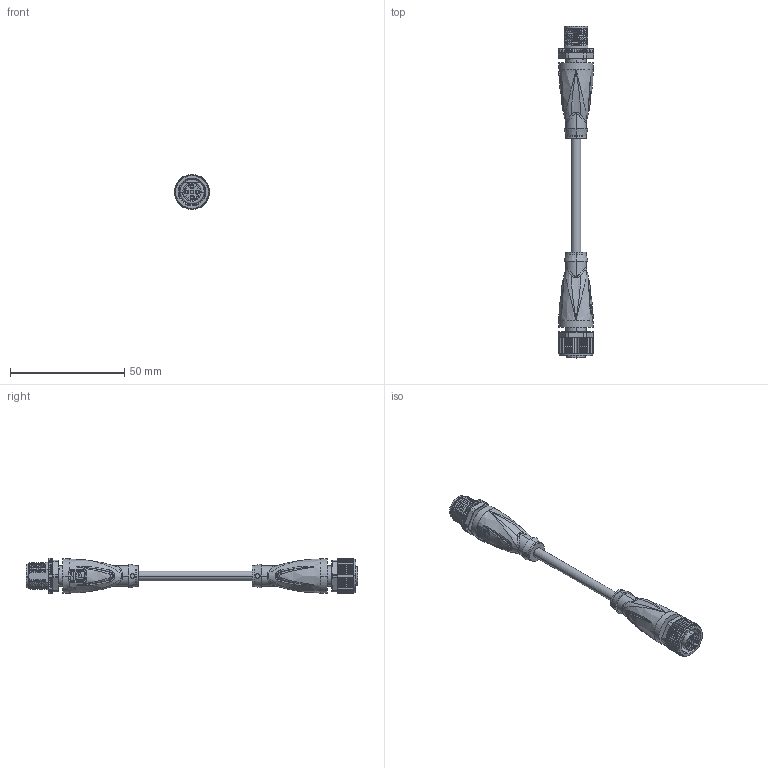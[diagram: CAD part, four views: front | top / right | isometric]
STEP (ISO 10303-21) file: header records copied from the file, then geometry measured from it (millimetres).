
FILE_DESCRIPTION(('STEP AP214'),'1');
FILE_NAME('cctmp_EE5088A8-21AE-486C-8AA1-83CD4812A74C_2022_04_27_10_55_30_0537..stp','2022-04-27T08:55:40',('KiM GmbH'),('CADClick - www.CADClick.com'),'Spatial InterOp 3D postprocessed',' ','unknown authorization');
FILE_SCHEMA(('AUTOMOTIVE_DESIGN'));
Length unit declared in the file: millimetre
Products named in the file (10): Connection2; Connection2_2; Connection2_1; T196125_1; Cable; Connection1; Connection1_3; Connection1_2; Connection1_1; T196125
Assembly tree (9 placements, depth 4):
  T196125
    T196125_1
      Connection2
        Connection2_2
        Connection2_1
      Cable
      Connection1
        Connection1_3
        Connection1_2
        Connection1_1
Bounding box: 15.4 x 145.5 x 15.37 mm (x, y, z)
Volume: 12240.9 mm3; surface area: 9344.2 mm2
Topology: 8 solids, 28 shells, 2217 faces, 5790 edges, 3649 vertices
Faces by surface type: plane 988, cylinder 499, torus 328, bspline 254, cone 134, sphere 10, extrusion 4
Entity records: 105222 total; most frequent: CARTESIAN_POINT 45480, ORIENTED_EDGE 11464, DIRECTION 10516, EDGE_CURVE 5754, AXIS2_PLACEMENT_3D 3825, VERTEX_POINT 3649, VECTOR 2866, LINE 2862
